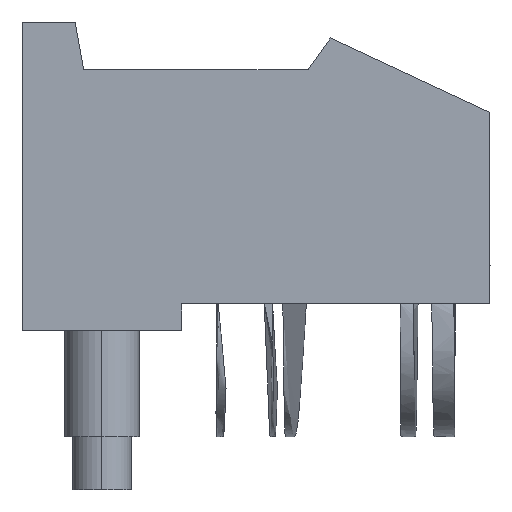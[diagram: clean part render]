
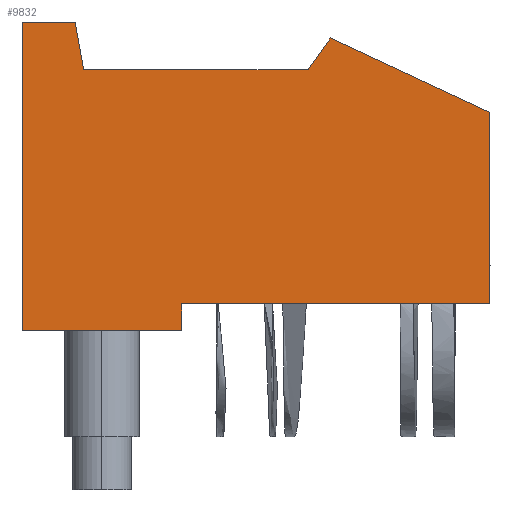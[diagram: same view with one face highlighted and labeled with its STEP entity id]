
A CAD part, left-side view. The second image highlights one B-rep face of the part: STEP entity #9832.
In plain terms, the highlighted planar face has unit normal (-1, 0, 0).
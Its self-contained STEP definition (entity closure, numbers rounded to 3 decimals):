
#255 = LINE ( 'NONE', #14987, #12394 ) ;
#692 = CARTESIAN_POINT ( 'NONE',  ( -29.653, 1.232, -4.879 ) ) ;
#1261 = DIRECTION ( 'NONE',  ( 0., 1., 0. ) ) ;
#1404 = ORIENTED_EDGE ( 'NONE', *, *, #11443, .F. ) ;
#1445 = LINE ( 'NONE', #9360, #14426 ) ;
#1691 = CARTESIAN_POINT ( 'NONE',  ( -29.653, 1.232, -10.679 ) ) ;
#1724 = EDGE_CURVE ( 'NONE', #18231, #21140, #20886, .T. ) ;
#2935 = DIRECTION ( 'NONE',  ( 0., -1., 0. ) ) ;
#3691 = CARTESIAN_POINT ( 'NONE',  ( -29.653, 0.232, 0.921 ) ) ;
#4040 = CARTESIAN_POINT ( 'NONE',  ( -29.653, -4.148, 0.021 ) ) ;
#4071 = LINE ( 'NONE', #22191, #32830 ) ;
#4360 = VECTOR ( 'NONE', #25243, 1000. ) ;
#4559 = CARTESIAN_POINT ( 'NONE',  ( -29.653, -1.768, -4.379 ) ) ;
#4945 = VERTEX_POINT ( 'NONE', #6092 ) ;
#5703 = ORIENTED_EDGE ( 'NONE', *, *, #1724, .F. ) ;
#6092 = CARTESIAN_POINT ( 'NONE',  ( -29.653, 1.232, 0.921 ) ) ;
#6168 = VECTOR ( 'NONE', #29163, 1000. ) ;
#8118 = CARTESIAN_POINT ( 'NONE',  ( -29.653, -4.568, 0.621 ) ) ;
#9189 = VECTOR ( 'NONE', #12315, 1000. ) ;
#9360 = CARTESIAN_POINT ( 'NONE',  ( -29.653, -1.768, -4.379 ) ) ;
#9511 = CARTESIAN_POINT ( 'NONE',  ( -29.653, -7.568, -4.379 ) ) ;
#9612 = EDGE_CURVE ( 'NONE', #21140, #16277, #26063, .T. ) ;
#9832 = ADVANCED_FACE ( 'NONE', ( #25690 ), #26590, .F. ) ;
#10659 = ORIENTED_EDGE ( 'NONE', *, *, #20014, .T. ) ;
#11443 = EDGE_CURVE ( 'NONE', #4945, #19691, #4071, .T. ) ;
#12315 = DIRECTION ( 'NONE',  ( 0., 0., 1. ) ) ;
#12394 = VECTOR ( 'NONE', #28496, 1000. ) ;
#12940 = DIRECTION ( 'NONE',  ( 1., 0., 0. ) ) ;
#13009 = AXIS2_PLACEMENT_3D ( 'NONE', #1691, #12940, #32045 ) ;
#14047 = ORIENTED_EDGE ( 'NONE', *, *, #20470, .F. ) ;
#14129 = VERTEX_POINT ( 'NONE', #20481 ) ;
#14144 = ORIENTED_EDGE ( 'NONE', *, *, #20334, .T. ) ;
#14426 = VECTOR ( 'NONE', #28551, 1000. ) ;
#14774 = CARTESIAN_POINT ( 'NONE',  ( -29.653, -7.568, -4.379 ) ) ;
#14987 = CARTESIAN_POINT ( 'NONE',  ( -29.653, -4.568, 0.621 ) ) ;
#15263 = LINE ( 'NONE', #9511, #9189 ) ;
#15418 = ORIENTED_EDGE ( 'NONE', *, *, #26653, .T. ) ;
#15420 = CARTESIAN_POINT ( 'NONE',  ( -29.653, 0.232, 0.921 ) ) ;
#15467 = DIRECTION ( 'NONE',  ( 0., 1., 0. ) ) ;
#16277 = VERTEX_POINT ( 'NONE', #692 ) ;
#16978 = LINE ( 'NONE', #4040, #22518 ) ;
#18103 = CARTESIAN_POINT ( 'NONE',  ( -29.653, -1.768, -4.879 ) ) ;
#18231 = VERTEX_POINT ( 'NONE', #4559 ) ;
#19691 = VERTEX_POINT ( 'NONE', #3691 ) ;
#20014 = EDGE_CURVE ( 'NONE', #18231, #28444, #1445, .T. ) ;
#20334 = EDGE_CURVE ( 'NONE', #14129, #30766, #31085, .T. ) ;
#20470 = EDGE_CURVE ( 'NONE', #14129, #29855, #16978, .T. ) ;
#20481 = CARTESIAN_POINT ( 'NONE',  ( -29.653, -4.148, 0.021 ) ) ;
#20494 = ORIENTED_EDGE ( 'NONE', *, *, #9612, .F. ) ;
#20886 = LINE ( 'NONE', #22342, #22106 ) ;
#21140 = VERTEX_POINT ( 'NONE', #18103 ) ;
#21976 = LINE ( 'NONE', #22468, #4360 ) ;
#22106 = VECTOR ( 'NONE', #27855, 1000. ) ;
#22191 = CARTESIAN_POINT ( 'NONE',  ( -29.653, 1.232, 0.921 ) ) ;
#22342 = CARTESIAN_POINT ( 'NONE',  ( -29.653, -1.768, -10.679 ) ) ;
#22468 = CARTESIAN_POINT ( 'NONE',  ( -29.653, 1.232, -10.679 ) ) ;
#22518 = VECTOR ( 'NONE', #31397, 1000. ) ;
#23220 = ORIENTED_EDGE ( 'NONE', *, *, #23301, .T. ) ;
#23235 = CARTESIAN_POINT ( 'NONE',  ( -29.653, 1.232, -4.879 ) ) ;
#23301 = EDGE_CURVE ( 'NONE', #4945, #16277, #21976, .T. ) ;
#24629 = EDGE_LOOP ( 'NONE', ( #5703, #10659, #15418, #33973, #14047, #14144, #27324, #1404, #23220, #20494 ) ) ;
#25243 = DIRECTION ( 'NONE',  ( 0., 0., -1. ) ) ;
#25690 = FACE_OUTER_BOUND ( 'NONE', #24629, .T. ) ;
#26063 = LINE ( 'NONE', #23235, #27818 ) ;
#26183 = CARTESIAN_POINT ( 'NONE',  ( -29.653, 0.073, 0.021 ) ) ;
#26590 = PLANE ( 'NONE',  #13009 ) ;
#26653 = EDGE_CURVE ( 'NONE', #28444, #33288, #15263, .T. ) ;
#27324 = ORIENTED_EDGE ( 'NONE', *, *, #31186, .F. ) ;
#27818 = VECTOR ( 'NONE', #15467, 1000. ) ;
#27855 = DIRECTION ( 'NONE',  ( 0., 0., -1. ) ) ;
#28444 = VERTEX_POINT ( 'NONE', #14774 ) ;
#28496 = DIRECTION ( 'NONE',  ( 0., 0.906, 0.423 ) ) ;
#28551 = DIRECTION ( 'NONE',  ( 0., -1., 0. ) ) ;
#29163 = DIRECTION ( 'NONE',  ( 0., -0.174, -0.985 ) ) ;
#29842 = LINE ( 'NONE', #15420, #6168 ) ;
#29855 = VERTEX_POINT ( 'NONE', #8118 ) ;
#30766 = VERTEX_POINT ( 'NONE', #26183 ) ;
#31085 = LINE ( 'NONE', #34104, #35308 ) ;
#31186 = EDGE_CURVE ( 'NONE', #19691, #30766, #29842, .T. ) ;
#31397 = DIRECTION ( 'NONE',  ( 0., -0.574, 0.819 ) ) ;
#32045 = DIRECTION ( 'NONE',  ( 0., 0., -1. ) ) ;
#32830 = VECTOR ( 'NONE', #2935, 1000. ) ;
#33239 = EDGE_CURVE ( 'NONE', #33288, #29855, #255, .T. ) ;
#33288 = VERTEX_POINT ( 'NONE', #34635 ) ;
#33973 = ORIENTED_EDGE ( 'NONE', *, *, #33239, .T. ) ;
#34104 = CARTESIAN_POINT ( 'NONE',  ( -29.653, -4.148, 0.021 ) ) ;
#34635 = CARTESIAN_POINT ( 'NONE',  ( -29.653, -7.568, -0.778 ) ) ;
#35308 = VECTOR ( 'NONE', #1261, 1000. ) ;
